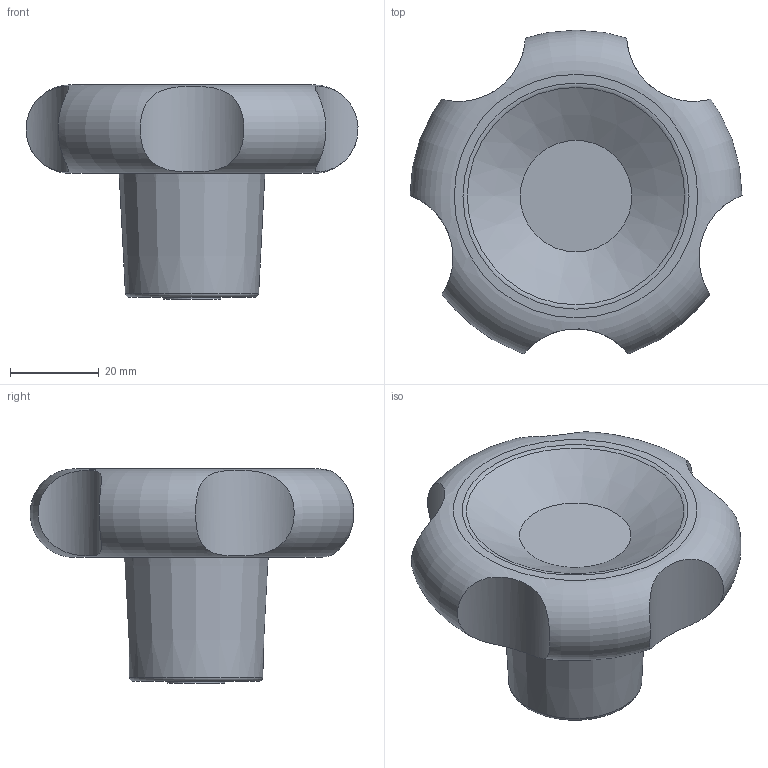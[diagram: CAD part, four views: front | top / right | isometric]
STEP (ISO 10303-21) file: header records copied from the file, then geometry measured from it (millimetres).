
FILE_DESCRIPTION( ( 'Unknown' ), '1' );
FILE_NAME( '6120005_VUB75_M10.stp', 'Unknown', ( 'Unknown' ), ( 'Unknown' ), 'PSStep 11.0', 'Unknown', ' ' );
FILE_SCHEMA( ( 'AUTOMOTIVE_DESIGN { 1 0 10303 214 1 1 1 1 }' ) );
Length unit declared in the file: millimetre
Products named in the file (1): 6120005
Bounding box: 74.98 x 73.12 x 48.4 mm (x, y, z)
Volume: 75594.6 mm3; surface area: 16441.7 mm2
Topology: 1 solids, 1 shells, 23 faces, 42 edges, 29 vertices
Faces by surface type: cylinder 7, plane 6, torus 5, cone 5
Full cylindrical faces by diameter (mm): 8.376 x1, 13 x1
Entity records: 1166 total; most frequent: CARTESIAN_POINT 592, DIRECTION 82, EDGE_LOOP 44, ORIENTED_EDGE 44, AXIS2_PLACEMENT_3D 41, FACE_OUTER_BOUND 30, STYLED_ITEM 23, PRESENTATION_STYLE_ASSIGNMENT 23
